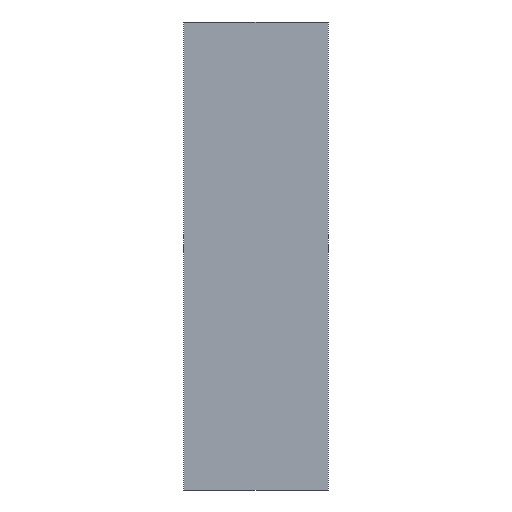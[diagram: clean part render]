
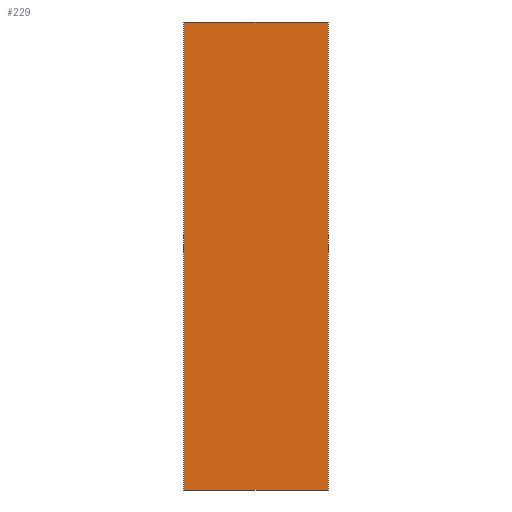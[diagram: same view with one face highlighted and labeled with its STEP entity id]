
A CAD part, front view. The second image highlights one B-rep face of the part: STEP entity #229.
In plain terms, the highlighted planar face has unit normal (0, -1, 0).
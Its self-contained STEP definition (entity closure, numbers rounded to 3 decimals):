
#7 = CARTESIAN_POINT ( 'NONE',  ( 140., -24., 905. ) ) ;
#11 = FACE_OUTER_BOUND ( 'NONE', #22, .T. ) ;
#13 = AXIS2_PLACEMENT_3D ( 'NONE', #161, #234, #17 ) ;
#17 = DIRECTION ( 'NONE',  ( -1., 0., 0. ) ) ;
#22 = EDGE_LOOP ( 'NONE', ( #173, #91, #89, #106 ) ) ;
#28 = EDGE_CURVE ( 'NONE', #215, #183, #169, .T. ) ;
#33 = LINE ( 'NONE', #233, #221 ) ;
#38 = EDGE_CURVE ( 'NONE', #183, #119, #92, .T. ) ;
#49 = CARTESIAN_POINT ( 'NONE',  ( 140., -24., 0. ) ) ;
#80 = DIRECTION ( 'NONE',  ( 0., 0., -1. ) ) ;
#81 = PLANE ( 'NONE',  #13 ) ;
#82 = VECTOR ( 'NONE', #112, 1000. ) ;
#89 = ORIENTED_EDGE ( 'NONE', *, *, #96, .F. ) ;
#91 = ORIENTED_EDGE ( 'NONE', *, *, #180, .F. ) ;
#92 = LINE ( 'NONE', #189, #82 ) ;
#96 = EDGE_CURVE ( 'NONE', #215, #201, #207, .T. ) ;
#106 = ORIENTED_EDGE ( 'NONE', *, *, #28, .T. ) ;
#112 = DIRECTION ( 'NONE',  ( 1., 0., 0. ) ) ;
#115 = CARTESIAN_POINT ( 'NONE',  ( -140., -24., 905. ) ) ;
#119 = VERTEX_POINT ( 'NONE', #49 ) ;
#130 = CARTESIAN_POINT ( 'NONE',  ( -140., -24., 905. ) ) ;
#139 = CARTESIAN_POINT ( 'NONE',  ( 140., -24., 905. ) ) ;
#141 = VECTOR ( 'NONE', #170, 1000. ) ;
#157 = DIRECTION ( 'NONE',  ( 0., 0., -1. ) ) ;
#161 = CARTESIAN_POINT ( 'NONE',  ( 140., -24., 905. ) ) ;
#169 = LINE ( 'NONE', #130, #224 ) ;
#170 = DIRECTION ( 'NONE',  ( 1., 0., 0. ) ) ;
#173 = ORIENTED_EDGE ( 'NONE', *, *, #38, .T. ) ;
#180 = EDGE_CURVE ( 'NONE', #201, #119, #33, .T. ) ;
#183 = VERTEX_POINT ( 'NONE', #225 ) ;
#189 = CARTESIAN_POINT ( 'NONE',  ( 140., -24., 0. ) ) ;
#201 = VERTEX_POINT ( 'NONE', #139 ) ;
#207 = LINE ( 'NONE', #7, #141 ) ;
#215 = VERTEX_POINT ( 'NONE', #115 ) ;
#221 = VECTOR ( 'NONE', #80, 1000. ) ;
#224 = VECTOR ( 'NONE', #157, 1000. ) ;
#225 = CARTESIAN_POINT ( 'NONE',  ( -140., -24., 0. ) ) ;
#229 = ADVANCED_FACE ( 'NONE', ( #11 ), #81, .F. ) ;
#233 = CARTESIAN_POINT ( 'NONE',  ( 140., -24., 905. ) ) ;
#234 = DIRECTION ( 'NONE',  ( 0., 1., 0. ) ) ;
